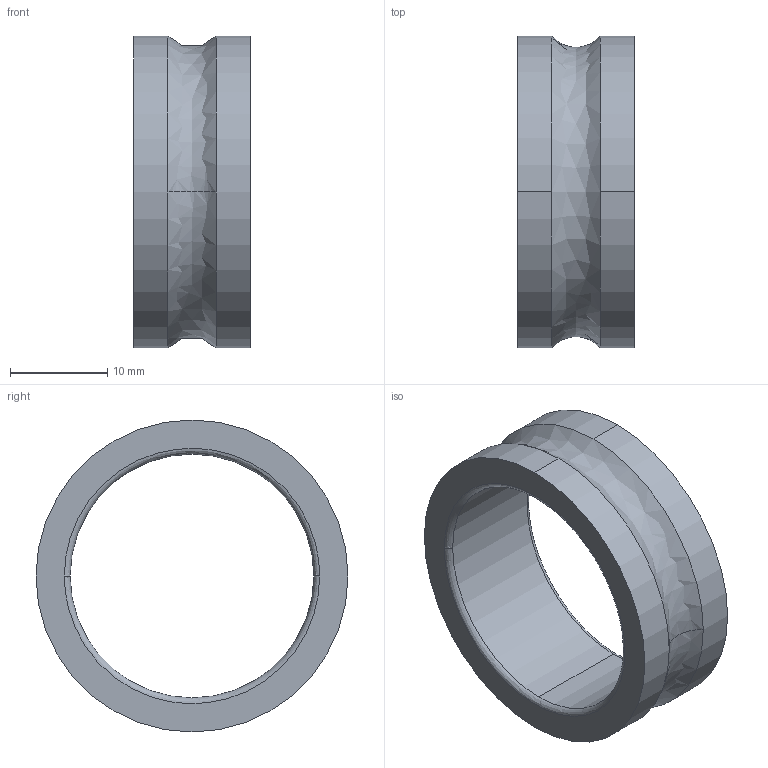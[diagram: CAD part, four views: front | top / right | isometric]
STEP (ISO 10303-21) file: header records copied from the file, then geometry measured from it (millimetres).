
FILE_DESCRIPTION (( 'STEP AP203' ), '1' );
FILE_NAME ('inafag_6005-2z_6vrtc2ac043nicjdt8x23j2dp_01.step', '2017-06-22T16:02:35', ( '' ), ( '' ), 'SwSTEP 2.0', 'SolidWorks 2016', '' );
FILE_SCHEMA (( 'CONFIG_CONTROL_DESIGN' ));
Length unit declared in the file: millimetre
Products named in the file (1): inafag_6005-2z_6vrtc2ac043nicjdt8x23j2dp_01
Bounding box: 12 x 32 x 32 mm (x, y, z)
Volume: 3350.4 mm3; surface area: 2777.8 mm2
Topology: 1 solids, 1 shells, 14 faces, 36 edges, 24 vertices
Faces by surface type: bspline 6, cylinder 6, plane 2
Entity records: 983 total; most frequent: CARTESIAN_POINT 563, DIRECTION 76, ORIENTED_EDGE 72, EDGE_CURVE 36, AXIS2_PLACEMENT_3D 35, CIRCLE 26, VERTEX_POINT 24, EDGE_LOOP 16
